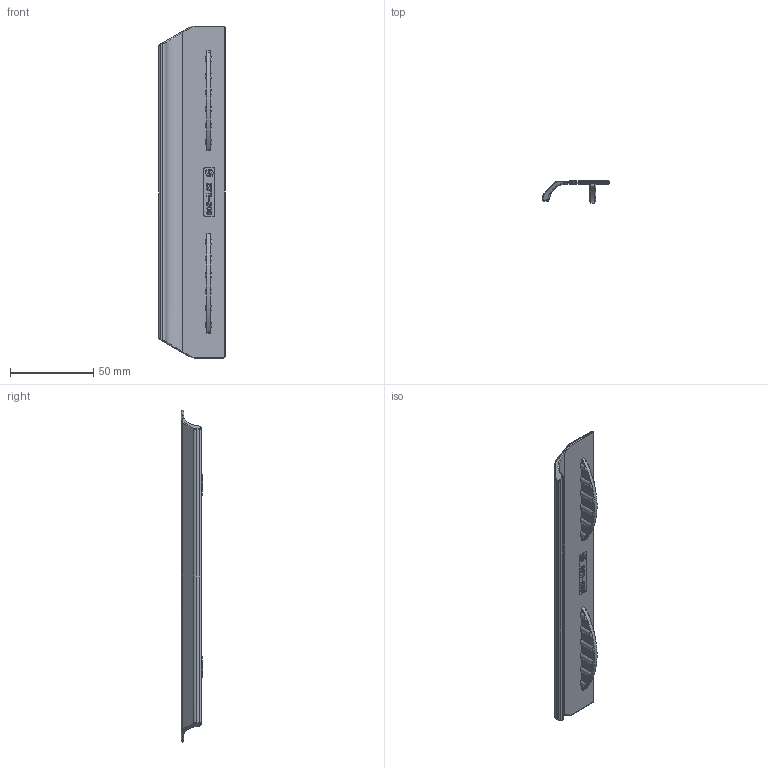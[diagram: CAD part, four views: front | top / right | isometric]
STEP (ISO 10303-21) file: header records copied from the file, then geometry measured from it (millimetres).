
FILE_DESCRIPTION(('Creo Elements/Direct Modeling STEP Export'),'2;1');
FILE_NAME('2311-200.stp','2022-05-04T 9:55:48',(''),(''),'Creo Elements/Direct Modeling STEP processor for AP214 (Solid Model)','Creo Elements/Direct Modeling 20.0 12-Nov-2016 (C) Parametric Technology GmbH','');
FILE_SCHEMA(('AUTOMOTIVE_DESIGN { 1 0 10303 214 1 1 1 1 }'));
Length unit declared in the file: millimetre
Products named in the file (2): ZN-9098
Assembly tree (1 placements, depth 2):
  ZN-9098
    ZN-9098
Bounding box: 40 x 12.99 x 200 mm (x, y, z)
Volume: 19827.3 mm3; surface area: 20211.9 mm2
Topology: 1 solids, 1 shells, 491 faces, 1334 edges, 862 vertices
Faces by surface type: plane 376, cylinder 59, cone 24, extrusion 14, bspline 14, torus 4
Entity records: 20899 total; most frequent: CARTESIAN_POINT 8969, ORIENTED_EDGE 2668, DIRECTION 2132, EDGE_CURVE 1334, VECTOR 1134, LINE 1120, VERTEX_POINT 862, EDGE_LOOP 508
